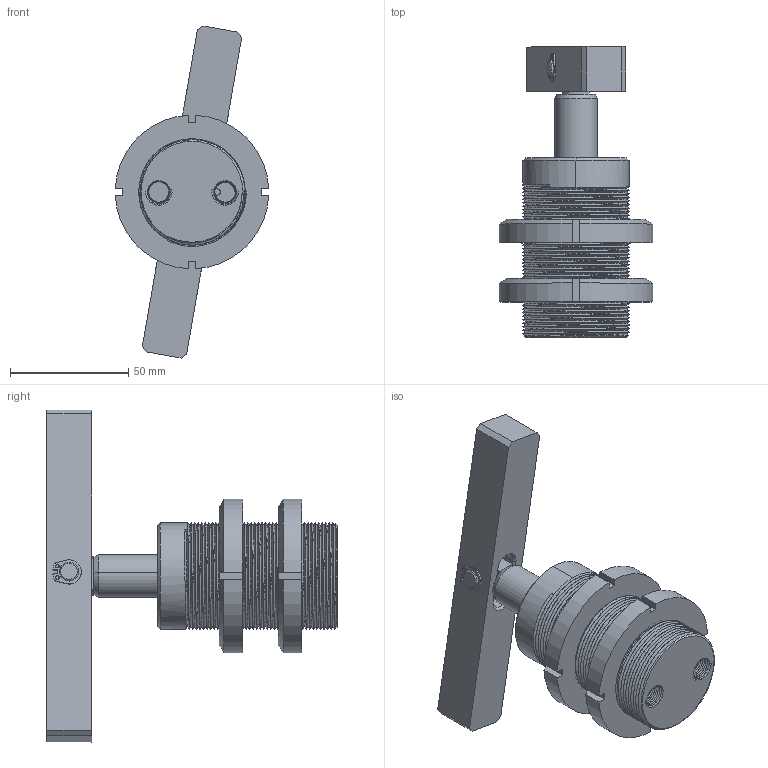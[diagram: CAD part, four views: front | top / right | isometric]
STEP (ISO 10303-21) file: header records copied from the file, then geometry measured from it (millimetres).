
FILE_DESCRIPTION (( 'STEP AP203' ), '1' );
FILE_NAME ('chs-tb25d_asm.STEP', '2019-04-17T08:01:49', ( '' ), ( '' ), 'SwSTEP 2.0', 'SolidWorks 2017', '' );
FILE_SCHEMA (( 'CONFIG_CONTROL_DESIGN' ));
Length unit declared in the file: millimetre
Products named in the file (7): CHS-TB25-03; CHS-25D-02_4; chs-tb25d_asm; CHS-25D-01_4; CHS-TB25-04; Xiao; 轴8挡圈
Assembly tree (8 placements, depth 2):
  chs-tb25d_asm
    CHS-TB25-03
    CHS-TB25-04  x2
    CHS-25D-02_4
    CHS-25D-01_4
    轴8挡圈  x2
    Xiao
Bounding box: 64.93 x 123 x 140.5 mm (x, y, z)
Volume: 192659.9 mm3; surface area: 63896.5 mm2
Topology: 9 solids, 9 shells, 405 faces, 1325 edges, 942 vertices
Faces by surface type: cylinder 194, plane 87, cone 77, bspline 47
Entity records: 49117 total; most frequent: CARTESIAN_POINT 39501, ORIENTED_EDGE 2280, DIRECTION 1241, EDGE_CURVE 1140, VERTEX_POINT 823, B_SPLINE_CURVE_WITH_KNOTS 663, AXIS2_PLACEMENT_3D 455, EDGE_LOOP 367
